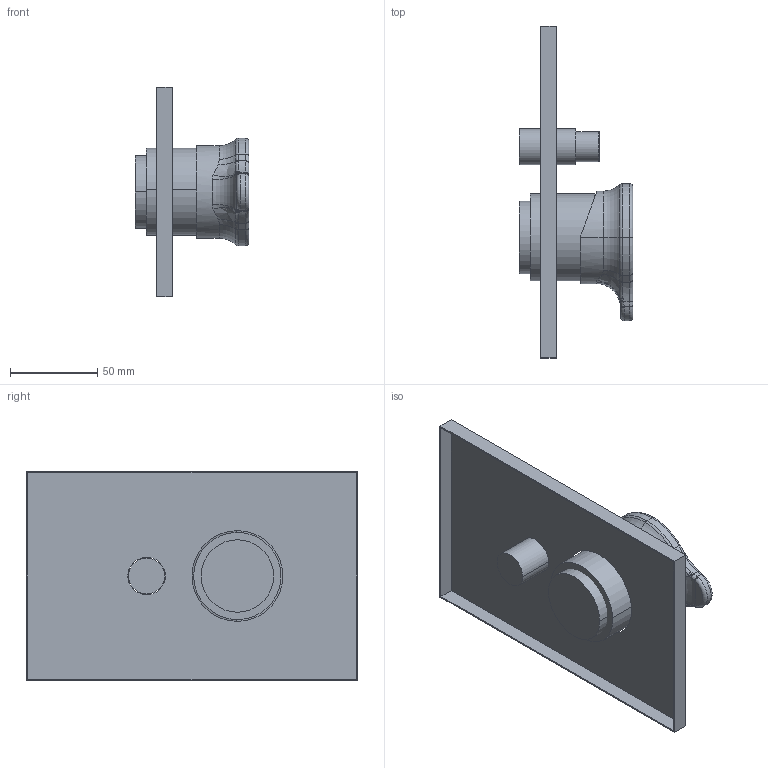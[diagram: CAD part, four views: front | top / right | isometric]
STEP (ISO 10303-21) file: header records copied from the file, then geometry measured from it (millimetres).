
FILE_DESCRIPTION (( 'STEP AP214' ), '1' );
FILE_NAME ('12188.STEP', '2024-02-08T13:59:01', ( '' ), ( '' ), 'SwSTEP 2.0', 'SolidWorks 2018', '' );
FILE_SCHEMA (( 'AUTOMOTIVE_DESIGN' ));
Length unit declared in the file: millimetre
Products named in the file (20): 100918917_F; 95900_F; 1072_F; 1073_F; piastra 12188; 12188; UNI BOX II_F_xx188; 100918918_F; 100918925_F; 100918934_F; xx188_F; contenitore cart. diam.40; 100918916_F; 100918919_F; 1037-20_F_LEMBI TAGLIATI; cappuccio minimalista; 100918914_F; 01009189815_F; Leva Incasso
Assembly tree (7 placements, depth 3):
  100918917_F
  95900_F
  1072_F
  1073_F
  12188
    UNI BOX II_F_xx188
      xx188_F
    12188
      piastra 12188
      contenitore cart. diam.40
      cappuccio minimalista
      Leva Incasso
Bounding box: 65.18 x 190 x 120 mm (x, y, z)
Volume: 171704.6 mm3; surface area: 93404.1 mm2
Topology: 6 solids, 6 shells, 160 faces, 364 edges, 224 vertices
Faces by surface type: plane 60, cylinder 44, bspline 28, torus 26, cone 2
Entity records: 5645 total; most frequent: CARTESIAN_POINT 1586, DIRECTION 744, ORIENTED_EDGE 728, EDGE_CURVE 364, AXIS2_PLACEMENT_3D 306, VERTEX_POINT 224, EDGE_LOOP 172, CIRCLE 162
